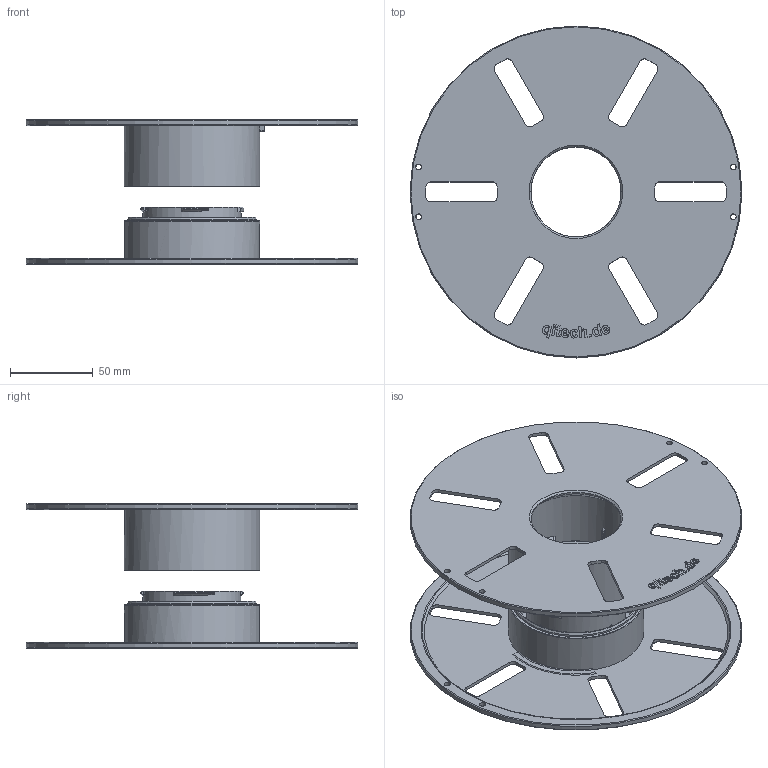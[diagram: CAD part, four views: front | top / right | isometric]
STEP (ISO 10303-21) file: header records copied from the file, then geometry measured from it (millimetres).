
FILE_DESCRIPTION(/* description */ (''),/* implementation_level */ '2;1');
FILE_NAME(/* name */ 'Masterspool Download.step',/* time_stamp */ '2024-03-05T15:09:25+01:00',/* author */ (''),/* organization */ (''),/* preprocessor_version */ 'ST-DEVELOPER v20',/* originating_system */ 'Autodesk Translation Framework v12.14.0.127',/* authorisation */ '');
FILE_SCHEMA (('AUTOMOTIVE_DESIGN { 1 0 10303 214 3 1 1 }'));
Length unit declared in the file: millimetre
Products named in the file (1): Download Spool
Bounding box: 200.04 x 200 x 87.01 mm (x, y, z)
Volume: 188066.6 mm3; surface area: 172674.7 mm2
Topology: 2 solids, 2 shells, 634 faces, 1771 edges, 1176 vertices
Faces by surface type: plane 275, bspline 233, cylinder 110, cone 14, torus 2
Full cylindrical faces by diameter (mm): 3.492 x4, 3.5 x4, 54.3 x2, 59.4 x1, 62.8 x1, 66.6 x1, 75.4 x1, 77.8 x1, 78 x1, 81.5 x1, 81.6 x1, 200 x2
Entity records: 27049 total; most frequent: CARTESIAN_POINT 11902, ORIENTED_EDGE 3542, DIRECTION 2318, EDGE_CURVE 1771, VERTEX_POINT 1176, LINE 952, VECTOR 952, EDGE_LOOP 713
